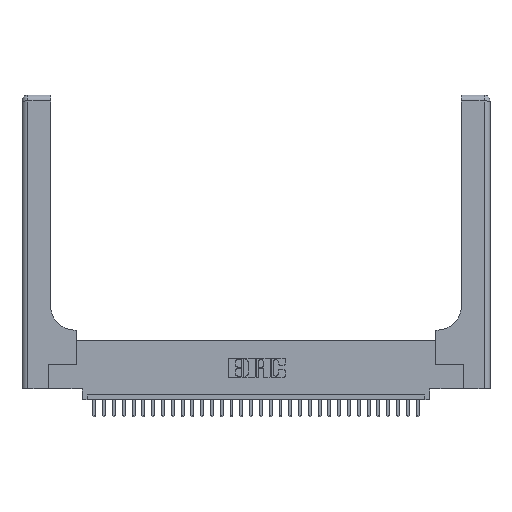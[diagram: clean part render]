
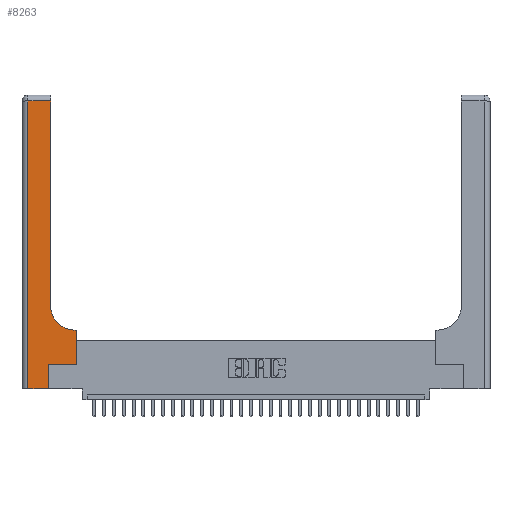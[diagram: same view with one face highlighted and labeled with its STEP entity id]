
A CAD part, top view. The second image highlights one B-rep face of the part: STEP entity #8263.
In plain terms, the highlighted planar face has unit normal (0, 0, 1).
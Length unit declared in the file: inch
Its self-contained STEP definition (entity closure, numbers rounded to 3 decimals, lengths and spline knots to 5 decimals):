
#308 = VECTOR ( 'NONE', #29416, 39.37008 ) ;
#600 = LINE ( 'NONE', #2324, #6369 ) ;
#618 = VECTOR ( 'NONE', #15311, 39.37008 ) ;
#641 = VERTEX_POINT ( 'NONE', #1310 ) ;
#1310 = CARTESIAN_POINT ( 'NONE',  ( 0.06, 2.94, 0.37 ) ) ;
#2111 = ORIENTED_EDGE ( 'NONE', *, *, #13634, .T. ) ;
#2243 = VERTEX_POINT ( 'NONE', #8212 ) ;
#2324 = CARTESIAN_POINT ( 'NONE',  ( 0.06, 3., 0.37 ) ) ;
#3592 = LINE ( 'NONE', #30896, #22560 ) ;
#3748 = DIRECTION ( 'NONE',  ( -1., 0., 0. ) ) ;
#4039 = ORIENTED_EDGE ( 'NONE', *, *, #9114, .T. ) ;
#4436 = VERTEX_POINT ( 'NONE', #6072 ) ;
#5071 = CARTESIAN_POINT ( 'NONE',  ( 0.269, 0.25, 0.37 ) ) ;
#5353 = VERTEX_POINT ( 'NONE', #8444 ) ;
#5984 = ORIENTED_EDGE ( 'NONE', *, *, #8669, .T. ) ;
#6072 = CARTESIAN_POINT ( 'NONE',  ( 0.2915, 0.85, 0.37 ) ) ;
#6086 = CARTESIAN_POINT ( 'NONE',  ( 0., 2.94, 0.37 ) ) ;
#6369 = VECTOR ( 'NONE', #18730, 39.37008 ) ;
#6561 = VECTOR ( 'NONE', #21238, 39.37008 ) ;
#6569 = ORIENTED_EDGE ( 'NONE', *, *, #10541, .T. ) ;
#6720 = AXIS2_PLACEMENT_3D ( 'NONE', #10402, #27618, #23065 ) ;
#7124 = CARTESIAN_POINT ( 'NONE',  ( 0.5585, 0.6, 0.37 ) ) ;
#7158 = LINE ( 'NONE', #10189, #618 ) ;
#8212 = CARTESIAN_POINT ( 'NONE',  ( 0.269, 0.25, 0.37 ) ) ;
#8263 = ADVANCED_FACE ( 'NONE', ( #19226 ), #11161, .F. ) ;
#8444 = CARTESIAN_POINT ( 'NONE',  ( 0.5415, 0.6, 0.37 ) ) ;
#8445 = ORIENTED_EDGE ( 'NONE', *, *, #9173, .T. ) ;
#8629 = DIRECTION ( 'NONE',  ( 0., 1., 0. ) ) ;
#8669 = EDGE_CURVE ( 'NONE', #12685, #2243, #7158, .T. ) ;
#9114 = EDGE_CURVE ( 'NONE', #2243, #25634, #28897, .T. ) ;
#9173 = EDGE_CURVE ( 'NONE', #32069, #641, #19164, .T. ) ;
#9211 = CIRCLE ( 'NONE', #6720, 0.25 ) ;
#9471 = DIRECTION ( 'NONE',  ( -1., 0., 0. ) ) ;
#10189 = CARTESIAN_POINT ( 'NONE',  ( 0.269, 0., 0.37 ) ) ;
#10402 = CARTESIAN_POINT ( 'NONE',  ( 0.5415, 0.85, 0.37 ) ) ;
#10436 = EDGE_CURVE ( 'NONE', #24637, #5353, #21014, .T. ) ;
#10541 = EDGE_CURVE ( 'NONE', #25634, #24637, #3592, .T. ) ;
#11161 = PLANE ( 'NONE',  #13879 ) ;
#12032 = VERTEX_POINT ( 'NONE', #20410 ) ;
#12539 = DIRECTION ( 'NONE',  ( 1., 0., 0. ) ) ;
#12685 = VERTEX_POINT ( 'NONE', #20807 ) ;
#13027 = DIRECTION ( 'NONE',  ( -1., 0., 0. ) ) ;
#13476 = LINE ( 'NONE', #29204, #308 ) ;
#13634 = EDGE_CURVE ( 'NONE', #12032, #12685, #29471, .T. ) ;
#13747 = CARTESIAN_POINT ( 'NONE',  ( 0., 3., 0.37 ) ) ;
#13879 = AXIS2_PLACEMENT_3D ( 'NONE', #13747, #31099, #9471 ) ;
#14983 = ORIENTED_EDGE ( 'NONE', *, *, #15841, .T. ) ;
#15275 = EDGE_LOOP ( 'NONE', ( #24593, #8445, #31648, #2111, #5984, #4039, #6569, #28150, #14983 ) ) ;
#15311 = DIRECTION ( 'NONE',  ( 0., 1., 0. ) ) ;
#15841 = EDGE_CURVE ( 'NONE', #5353, #4436, #9211, .T. ) ;
#16270 = CARTESIAN_POINT ( 'NONE',  ( 0., 0., 0.37 ) ) ;
#16696 = EDGE_CURVE ( 'NONE', #4436, #32069, #13476, .T. ) ;
#17515 = VECTOR ( 'NONE', #13027, 39.37008 ) ;
#18730 = DIRECTION ( 'NONE',  ( 0., -1., 0. ) ) ;
#18805 = VECTOR ( 'NONE', #12539, 39.37008 ) ;
#19164 = LINE ( 'NONE', #6086, #24207 ) ;
#19226 = FACE_OUTER_BOUND ( 'NONE', #15275, .T. ) ;
#20261 = CARTESIAN_POINT ( 'NONE',  ( 0.2915, 0.6, 0.37 ) ) ;
#20410 = CARTESIAN_POINT ( 'NONE',  ( 0.06, 0., 0.37 ) ) ;
#20807 = CARTESIAN_POINT ( 'NONE',  ( 0.269, 0., 0.37 ) ) ;
#21014 = LINE ( 'NONE', #20261, #17515 ) ;
#21238 = DIRECTION ( 'NONE',  ( 1., 0., 0. ) ) ;
#22560 = VECTOR ( 'NONE', #8629, 39.37008 ) ;
#23065 = DIRECTION ( 'NONE',  ( 1., 0., 0. ) ) ;
#23102 = EDGE_CURVE ( 'NONE', #641, #12032, #600, .T. ) ;
#24207 = VECTOR ( 'NONE', #3748, 39.37008 ) ;
#24593 = ORIENTED_EDGE ( 'NONE', *, *, #16696, .T. ) ;
#24637 = VERTEX_POINT ( 'NONE', #7124 ) ;
#25424 = CARTESIAN_POINT ( 'NONE',  ( 0.2915, 2.94, 0.37 ) ) ;
#25634 = VERTEX_POINT ( 'NONE', #26271 ) ;
#26271 = CARTESIAN_POINT ( 'NONE',  ( 0.5585, 0.25, 0.37 ) ) ;
#27618 = DIRECTION ( 'NONE',  ( 0., 0., -1. ) ) ;
#28150 = ORIENTED_EDGE ( 'NONE', *, *, #10436, .T. ) ;
#28897 = LINE ( 'NONE', #5071, #18805 ) ;
#29204 = CARTESIAN_POINT ( 'NONE',  ( 0.2915, 3., 0.37 ) ) ;
#29416 = DIRECTION ( 'NONE',  ( 0., 1., 0. ) ) ;
#29471 = LINE ( 'NONE', #16270, #6561 ) ;
#30896 = CARTESIAN_POINT ( 'NONE',  ( 0.5585, 0.25, 0.37 ) ) ;
#31099 = DIRECTION ( 'NONE',  ( 0., 0., -1. ) ) ;
#31648 = ORIENTED_EDGE ( 'NONE', *, *, #23102, .T. ) ;
#32069 = VERTEX_POINT ( 'NONE', #25424 ) ;
